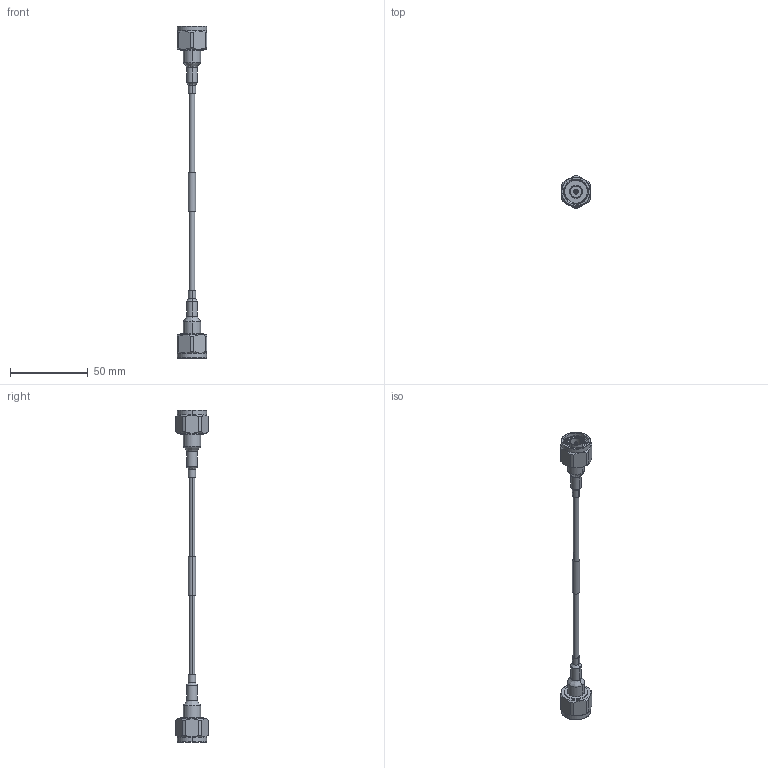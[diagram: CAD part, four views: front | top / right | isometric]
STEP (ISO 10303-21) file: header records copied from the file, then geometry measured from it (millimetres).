
FILE_DESCRIPTION (( 'STEP AP214' ), '1' );
FILE_NAME ('FMC0101951_3D.step', '2024-02-20T20:15:57', ( '' ), ( '' ), 'SwSTEP 2.0', 'SolidWorks 2022', '' );
FILE_SCHEMA (( 'AUTOMOTIVE_DESIGN' ));
Length unit declared in the file: inch
Products named in the file (4): LSZH Jacketed Cable 0.141 Formable^FMC0101951; FMC0101951_3D; Label^FMC0101951; PE45002^FMC0101951_Heat Shrink
Assembly tree (4 placements, depth 2):
  FMC0101951_3D
    LSZH Jacketed Cable 0.141 Formable^FMC0101951
    Label^FMC0101951
    PE45002^FMC0101951_Heat Shrink  x2
Bounding box: 19.05 x 20.87 x 213.95 mm (x, y, z)
Volume: 11347.7 mm3; surface area: 7817 mm2
Topology: 4 solids, 4 shells, 152 faces, 354 edges, 224 vertices
Faces by surface type: cylinder 78, plane 34, cone 22, bspline 18
Entity records: 3574 total; most frequent: CARTESIAN_POINT 1676, ORIENTED_EDGE 366, DIRECTION 359, EDGE_CURVE 183, AXIS2_PLACEMENT_3D 151, VERTEX_POINT 116, EDGE_LOOP 87, FACE_OUTER_BOUND 80
